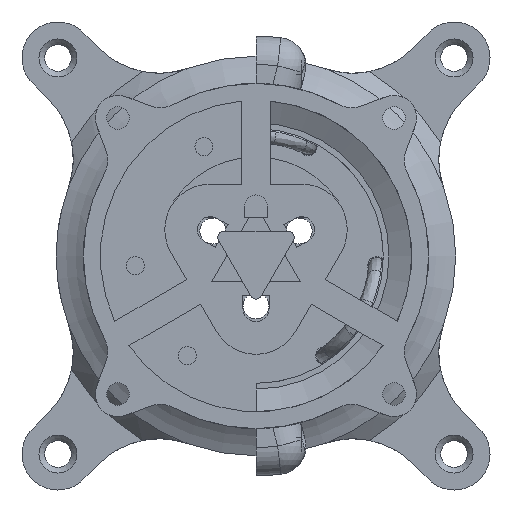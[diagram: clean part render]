
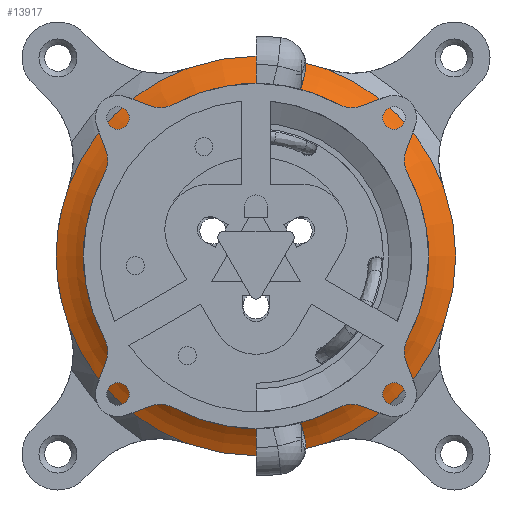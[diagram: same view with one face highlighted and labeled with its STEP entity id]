
A CAD part, front view. The second image highlights one B-rep face of the part: STEP entity #13917.
In plain terms, the highlighted toroidal (fillet/blend) face has major radius 41.678 mm and minor radius 17.5 mm.
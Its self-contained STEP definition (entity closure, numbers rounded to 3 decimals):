
#1073=TOROIDAL_SURFACE('',#15187,41.678,17.5);
#1855=FACE_OUTER_BOUND('',#2728,.T.);
#2728=EDGE_LOOP('',(#12889,#12890,#12891,#12892,#12893,#12894,#12895,#12896,
#12897,#12898,#12899,#12900));
#5389=CIRCLE('',#15069,35.3);
#5390=CIRCLE('',#15071,35.3);
#5392=CIRCLE('',#15074,35.3);
#5393=CIRCLE('',#15076,35.3);
#5395=CIRCLE('',#15079,35.3);
#5397=CIRCLE('',#15082,35.3);
#5398=CIRCLE('',#15084,35.3);
#5401=CIRCLE('',#15089,35.3);
#5402=CIRCLE('',#15090,35.3);
#5439=CIRCLE('',#15166,30.3);
#5441=CIRCLE('',#15188,17.5);
#6654=VERTEX_POINT('',#27742);
#6655=VERTEX_POINT('',#27751);
#6657=VERTEX_POINT('',#27764);
#6659=VERTEX_POINT('',#27770);
#6661=VERTEX_POINT('',#27791);
#6663=VERTEX_POINT('',#27797);
#6664=VERTEX_POINT('',#27806);
#6667=VERTEX_POINT('',#27824);
#6671=VERTEX_POINT('',#27852);
#6739=VERTEX_POINT('',#28084);
#8638=EDGE_CURVE('',#6654,#6655,#5389,.T.);
#8640=EDGE_CURVE('',#6657,#6654,#5390,.T.);
#8645=EDGE_CURVE('',#6659,#6657,#5392,.T.);
#8647=EDGE_CURVE('',#6661,#6659,#5393,.T.);
#8652=EDGE_CURVE('',#6663,#6664,#5395,.T.);
#8656=EDGE_CURVE('',#6655,#6663,#5397,.T.);
#8659=EDGE_CURVE('',#6667,#6661,#5398,.T.);
#8665=EDGE_CURVE('',#6671,#6667,#5401,.T.);
#8666=EDGE_CURVE('',#6664,#6671,#5402,.T.);
#8778=EDGE_CURVE('',#6739,#6739,#5439,.T.);
#8794=EDGE_CURVE('',#6739,#6671,#5441,.T.);
#12889=ORIENTED_EDGE('',*,*,#8778,.T.);
#12890=ORIENTED_EDGE('',*,*,#8794,.T.);
#12891=ORIENTED_EDGE('',*,*,#8665,.T.);
#12892=ORIENTED_EDGE('',*,*,#8659,.T.);
#12893=ORIENTED_EDGE('',*,*,#8647,.T.);
#12894=ORIENTED_EDGE('',*,*,#8645,.T.);
#12895=ORIENTED_EDGE('',*,*,#8640,.T.);
#12896=ORIENTED_EDGE('',*,*,#8638,.T.);
#12897=ORIENTED_EDGE('',*,*,#8656,.T.);
#12898=ORIENTED_EDGE('',*,*,#8652,.T.);
#12899=ORIENTED_EDGE('',*,*,#8666,.T.);
#12900=ORIENTED_EDGE('',*,*,#8794,.F.);
#13917=ADVANCED_FACE('',(#1855),#1073,.F.);
#15069=AXIS2_PLACEMENT_3D('',#27760,#18448,#18449);
#15071=AXIS2_PLACEMENT_3D('',#27765,#18453,#18454);
#15074=AXIS2_PLACEMENT_3D('',#27787,#18460,#18461);
#15076=AXIS2_PLACEMENT_3D('',#27792,#18465,#18466);
#15079=AXIS2_PLACEMENT_3D('',#27815,#18472,#18473);
#15082=AXIS2_PLACEMENT_3D('',#27822,#18480,#18481);
#15084=AXIS2_PLACEMENT_3D('',#27841,#18484,#18485);
#15089=AXIS2_PLACEMENT_3D('',#27853,#18497,#18498);
#15090=AXIS2_PLACEMENT_3D('',#27854,#18499,#18500);
#15166=AXIS2_PLACEMENT_3D('',#28085,#18722,#18723);
#15187=AXIS2_PLACEMENT_3D('',#28120,#18778,#18779);
#15188=AXIS2_PLACEMENT_3D('',#28121,#18780,#18781);
#18448=DIRECTION('center_axis',(0.,-1.,0.));
#18449=DIRECTION('ref_axis',(-1.,0.,0.));
#18453=DIRECTION('center_axis',(0.,-1.,0.));
#18454=DIRECTION('ref_axis',(-1.,0.,0.));
#18460=DIRECTION('center_axis',(0.,-1.,0.));
#18461=DIRECTION('ref_axis',(-1.,0.,0.));
#18465=DIRECTION('center_axis',(0.,-1.,0.));
#18466=DIRECTION('ref_axis',(-1.,0.,0.));
#18472=DIRECTION('center_axis',(0.,-1.,0.));
#18473=DIRECTION('ref_axis',(-1.,0.,0.));
#18480=DIRECTION('center_axis',(0.,-1.,0.));
#18481=DIRECTION('ref_axis',(-1.,0.,0.));
#18484=DIRECTION('center_axis',(0.,-1.,0.));
#18485=DIRECTION('ref_axis',(-1.,0.,0.));
#18497=DIRECTION('center_axis',(0.,-1.,0.));
#18498=DIRECTION('ref_axis',(-1.,0.,0.));
#18499=DIRECTION('center_axis',(0.,-1.,0.));
#18500=DIRECTION('ref_axis',(-1.,0.,0.));
#18722=DIRECTION('center_axis',(0.,1.,0.));
#18723=DIRECTION('ref_axis',(-1.,0.,0.));
#18778=DIRECTION('center_axis',(0.,1.,0.));
#18779=DIRECTION('ref_axis',(1.,0.,0.));
#18780=DIRECTION('center_axis',(0.,0.,1.));
#18781=DIRECTION('ref_axis',(-1.,0.,0.));
#27742=CARTESIAN_POINT('',(33.196,360.2,12.006));
#27751=CARTESIAN_POINT('',(12.006,360.2,33.196));
#27760=CARTESIAN_POINT('Origin',(0.,360.2,0.));
#27764=CARTESIAN_POINT('',(33.196,360.2,-12.006));
#27765=CARTESIAN_POINT('Origin',(0.,360.2,0.));
#27770=CARTESIAN_POINT('',(12.006,360.2,-33.196));
#27787=CARTESIAN_POINT('Origin',(0.,360.2,0.));
#27791=CARTESIAN_POINT('',(-12.006,360.2,-33.196));
#27792=CARTESIAN_POINT('Origin',(0.,360.2,0.));
#27797=CARTESIAN_POINT('',(-12.006,360.2,33.196));
#27806=CARTESIAN_POINT('',(-33.196,360.2,12.006));
#27815=CARTESIAN_POINT('Origin',(0.,360.2,0.));
#27822=CARTESIAN_POINT('Origin',(0.,360.2,0.));
#27824=CARTESIAN_POINT('',(-33.196,360.2,-12.006));
#27841=CARTESIAN_POINT('Origin',(0.,360.2,0.));
#27852=CARTESIAN_POINT('',(-35.3,360.2,0.));
#27853=CARTESIAN_POINT('Origin',(0.,360.2,0.));
#27854=CARTESIAN_POINT('Origin',(0.,360.2,0.));
#28084=CARTESIAN_POINT('',(-30.3,357.2,0.));
#28085=CARTESIAN_POINT('Origin',(0.,357.2,0.));
#28120=CARTESIAN_POINT('Origin',(0.,343.904,0.));
#28121=CARTESIAN_POINT('Origin',(-41.678,343.904,0.));
